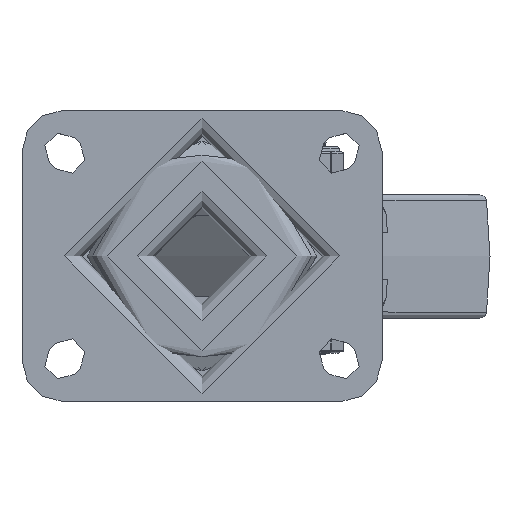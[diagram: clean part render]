
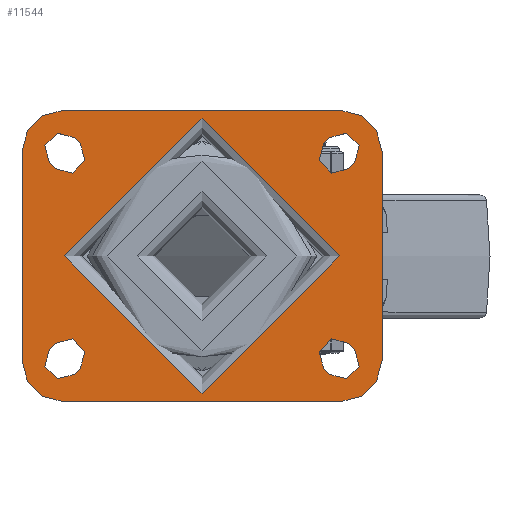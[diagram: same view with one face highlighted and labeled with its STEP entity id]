
A CAD part, top view. The second image highlights one B-rep face of the part: STEP entity #11544.
In plain terms, the highlighted planar face has unit normal (0, 0, 1).
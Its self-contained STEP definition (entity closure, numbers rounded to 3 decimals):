
#1041=FACE_BOUND('',#3898,.T.);
#1042=FACE_BOUND('',#3899,.T.);
#1043=FACE_BOUND('',#3900,.T.);
#1044=FACE_BOUND('',#3901,.T.);
#1045=FACE_BOUND('',#3902,.T.);
#1187=PLANE('',#12497);
#1492=LINE('',#16618,#2244);
#1493=LINE('',#16619,#2245);
#1494=LINE('',#16620,#2246);
#1495=LINE('',#16621,#2247);
#1496=LINE('',#16622,#2248);
#1497=LINE('',#16623,#2249);
#1498=LINE('',#16624,#2250);
#1499=LINE('',#16625,#2251);
#1500=LINE('',#16626,#2252);
#1501=LINE('',#16627,#2253);
#1502=LINE('',#16628,#2254);
#1503=LINE('',#16629,#2255);
#2244=VECTOR('',#13704,1000.);
#2245=VECTOR('',#13705,1000.);
#2246=VECTOR('',#13706,1000.);
#2247=VECTOR('',#13707,1000.);
#2248=VECTOR('',#13708,1000.);
#2249=VECTOR('',#13709,1000.);
#2250=VECTOR('',#13710,1000.);
#2251=VECTOR('',#13711,1000.);
#2252=VECTOR('',#13712,1000.);
#2253=VECTOR('',#13713,1000.);
#2254=VECTOR('',#13714,1000.);
#2255=VECTOR('',#13715,1000.);
#3178=FACE_OUTER_BOUND('',#3897,.T.);
#3897=EDGE_LOOP('',(#8155,#8156,#8157,#8158,#8159,#8160,#8161,#8162));
#3898=EDGE_LOOP('',(#8163));
#3899=EDGE_LOOP('',(#8164,#8165,#8166,#8167));
#3900=EDGE_LOOP('',(#8168,#8169,#8170,#8171));
#3901=EDGE_LOOP('',(#8172,#8173,#8174,#8175));
#3902=EDGE_LOOP('',(#8176,#8177,#8178,#8179));
#4729=CIRCLE('',#12421,5.125);
#4730=CIRCLE('',#12423,5.125);
#4733=CIRCLE('',#12427,5.125);
#4734=CIRCLE('',#12429,5.125);
#4736=CIRCLE('',#12432,5.125);
#4739=CIRCLE('',#12436,5.125);
#4740=CIRCLE('',#12438,5.125);
#4743=CIRCLE('',#12442,5.125);
#4744=CIRCLE('',#12444,12.);
#4746=CIRCLE('',#12447,12.);
#4748=CIRCLE('',#12450,12.);
#4750=CIRCLE('',#12453,12.);
#4753=CIRCLE('',#12458,40.);
#5196=VERTEX_POINT('',#16447);
#5197=VERTEX_POINT('',#16449);
#5198=VERTEX_POINT('',#16453);
#5199=VERTEX_POINT('',#16454);
#5204=VERTEX_POINT('',#16465);
#5205=VERTEX_POINT('',#16467);
#5206=VERTEX_POINT('',#16471);
#5207=VERTEX_POINT('',#16472);
#5210=VERTEX_POINT('',#16480);
#5211=VERTEX_POINT('',#16481);
#5216=VERTEX_POINT('',#16492);
#5217=VERTEX_POINT('',#16494);
#5218=VERTEX_POINT('',#16498);
#5219=VERTEX_POINT('',#16499);
#5224=VERTEX_POINT('',#16510);
#5225=VERTEX_POINT('',#16512);
#5226=VERTEX_POINT('',#16516);
#5227=VERTEX_POINT('',#16517);
#5230=VERTEX_POINT('',#16525);
#5231=VERTEX_POINT('',#16526);
#5234=VERTEX_POINT('',#16534);
#5235=VERTEX_POINT('',#16535);
#5238=VERTEX_POINT('',#16543);
#5239=VERTEX_POINT('',#16544);
#5243=VERTEX_POINT('',#16556);
#6327=EDGE_CURVE('',#5197,#5196,#4729,.T.);
#6329=EDGE_CURVE('',#5198,#5199,#4730,.T.);
#6335=EDGE_CURVE('',#5205,#5204,#4733,.T.);
#6337=EDGE_CURVE('',#5206,#5207,#4734,.T.);
#6341=EDGE_CURVE('',#5210,#5211,#4736,.T.);
#6347=EDGE_CURVE('',#5217,#5216,#4739,.T.);
#6349=EDGE_CURVE('',#5218,#5219,#4740,.T.);
#6355=EDGE_CURVE('',#5225,#5224,#4743,.T.);
#6357=EDGE_CURVE('',#5226,#5227,#4744,.T.);
#6361=EDGE_CURVE('',#5230,#5231,#4746,.T.);
#6365=EDGE_CURVE('',#5234,#5235,#4748,.T.);
#6369=EDGE_CURVE('',#5238,#5239,#4750,.T.);
#6375=EDGE_CURVE('',#5243,#5243,#4753,.T.);
#6404=EDGE_CURVE('',#5235,#5238,#1492,.T.);
#6405=EDGE_CURVE('',#5231,#5234,#1493,.T.);
#6406=EDGE_CURVE('',#5227,#5230,#1494,.T.);
#6407=EDGE_CURVE('',#5239,#5226,#1495,.T.);
#6408=EDGE_CURVE('',#5219,#5225,#1496,.T.);
#6409=EDGE_CURVE('',#5224,#5218,#1497,.T.);
#6410=EDGE_CURVE('',#5211,#5217,#1498,.T.);
#6411=EDGE_CURVE('',#5216,#5210,#1499,.T.);
#6412=EDGE_CURVE('',#5204,#5206,#1500,.T.);
#6413=EDGE_CURVE('',#5207,#5205,#1501,.T.);
#6414=EDGE_CURVE('',#5196,#5198,#1502,.T.);
#6415=EDGE_CURVE('',#5199,#5197,#1503,.T.);
#8155=ORIENTED_EDGE('',*,*,#6369,.F.);
#8156=ORIENTED_EDGE('',*,*,#6404,.F.);
#8157=ORIENTED_EDGE('',*,*,#6365,.F.);
#8158=ORIENTED_EDGE('',*,*,#6405,.F.);
#8159=ORIENTED_EDGE('',*,*,#6361,.F.);
#8160=ORIENTED_EDGE('',*,*,#6406,.F.);
#8161=ORIENTED_EDGE('',*,*,#6357,.F.);
#8162=ORIENTED_EDGE('',*,*,#6407,.F.);
#8163=ORIENTED_EDGE('',*,*,#6375,.F.);
#8164=ORIENTED_EDGE('',*,*,#6408,.T.);
#8165=ORIENTED_EDGE('',*,*,#6355,.T.);
#8166=ORIENTED_EDGE('',*,*,#6409,.T.);
#8167=ORIENTED_EDGE('',*,*,#6349,.T.);
#8168=ORIENTED_EDGE('',*,*,#6410,.T.);
#8169=ORIENTED_EDGE('',*,*,#6347,.T.);
#8170=ORIENTED_EDGE('',*,*,#6411,.T.);
#8171=ORIENTED_EDGE('',*,*,#6341,.T.);
#8172=ORIENTED_EDGE('',*,*,#6412,.T.);
#8173=ORIENTED_EDGE('',*,*,#6337,.T.);
#8174=ORIENTED_EDGE('',*,*,#6413,.T.);
#8175=ORIENTED_EDGE('',*,*,#6335,.T.);
#8176=ORIENTED_EDGE('',*,*,#6414,.T.);
#8177=ORIENTED_EDGE('',*,*,#6329,.T.);
#8178=ORIENTED_EDGE('',*,*,#6415,.T.);
#8179=ORIENTED_EDGE('',*,*,#6327,.T.);
#11544=ADVANCED_FACE('',(#3178,#1041,#1042,#1043,#1044,#1045),#1187,.T.);
#12421=AXIS2_PLACEMENT_3D('',#16450,#13522,#13523);
#12423=AXIS2_PLACEMENT_3D('',#16455,#13527,#13528);
#12427=AXIS2_PLACEMENT_3D('',#16468,#13538,#13539);
#12429=AXIS2_PLACEMENT_3D('',#16473,#13543,#13544);
#12432=AXIS2_PLACEMENT_3D('',#16482,#13551,#13552);
#12436=AXIS2_PLACEMENT_3D('',#16495,#13562,#13563);
#12438=AXIS2_PLACEMENT_3D('',#16500,#13567,#13568);
#12442=AXIS2_PLACEMENT_3D('',#16513,#13578,#13579);
#12444=AXIS2_PLACEMENT_3D('',#16518,#13583,#13584);
#12447=AXIS2_PLACEMENT_3D('',#16527,#13591,#13592);
#12450=AXIS2_PLACEMENT_3D('',#16536,#13599,#13600);
#12453=AXIS2_PLACEMENT_3D('',#16545,#13607,#13608);
#12458=AXIS2_PLACEMENT_3D('',#16557,#13620,#13621);
#12497=AXIS2_PLACEMENT_3D('',#16617,#13702,#13703);
#13522=DIRECTION('center_axis',(0.,0.,-1.));
#13523=DIRECTION('ref_axis',(-1.,0.,0.));
#13527=DIRECTION('center_axis',(0.,0.,-1.));
#13528=DIRECTION('ref_axis',(-1.,0.,0.));
#13538=DIRECTION('center_axis',(0.,0.,-1.));
#13539=DIRECTION('ref_axis',(-1.,0.,0.));
#13543=DIRECTION('center_axis',(0.,0.,-1.));
#13544=DIRECTION('ref_axis',(-1.,0.,0.));
#13551=DIRECTION('center_axis',(0.,0.,-1.));
#13552=DIRECTION('ref_axis',(1.,0.,0.));
#13562=DIRECTION('center_axis',(0.,0.,-1.));
#13563=DIRECTION('ref_axis',(1.,0.,0.));
#13567=DIRECTION('center_axis',(0.,0.,-1.));
#13568=DIRECTION('ref_axis',(1.,0.,0.));
#13578=DIRECTION('center_axis',(0.,0.,-1.));
#13579=DIRECTION('ref_axis',(1.,0.,0.));
#13583=DIRECTION('center_axis',(0.,0.,-1.));
#13584=DIRECTION('ref_axis',(-0.707,0.707,0.));
#13591=DIRECTION('center_axis',(0.,0.,-1.));
#13592=DIRECTION('ref_axis',(0.707,0.707,0.));
#13599=DIRECTION('center_axis',(0.,0.,-1.));
#13600=DIRECTION('ref_axis',(0.707,-0.707,0.));
#13607=DIRECTION('center_axis',(0.,0.,-1.));
#13608=DIRECTION('ref_axis',(-0.707,-0.707,0.));
#13620=DIRECTION('center_axis',(0.,0.,1.));
#13621=DIRECTION('ref_axis',(1.,0.,0.));
#13702=DIRECTION('center_axis',(0.,0.,1.));
#13703=DIRECTION('ref_axis',(1.,0.,0.));
#13704=DIRECTION('',(-1.,0.,0.));
#13705=DIRECTION('',(0.,-1.,0.));
#13706=DIRECTION('',(1.,0.,0.));
#13707=DIRECTION('',(0.,1.,0.));
#13708=DIRECTION('',(-0.707,0.707,0.));
#13709=DIRECTION('',(0.707,-0.707,0.));
#13710=DIRECTION('',(-0.707,-0.707,0.));
#13711=DIRECTION('',(0.707,0.707,0.));
#13712=DIRECTION('',(-0.707,-0.707,0.));
#13713=DIRECTION('',(0.707,0.707,0.));
#13714=DIRECTION('',(-0.707,0.707,0.));
#13715=DIRECTION('',(0.707,-0.707,0.));
#16447=CARTESIAN_POINT('',(37.26,-34.508,0.));
#16449=CARTESIAN_POINT('',(44.508,-27.26,0.));
#16450=CARTESIAN_POINT('Origin',(40.884,-30.884,0.));
#16453=CARTESIAN_POINT('',(35.492,-32.74,0.));
#16454=CARTESIAN_POINT('',(42.74,-25.492,0.));
#16455=CARTESIAN_POINT('Origin',(39.116,-29.116,0.));
#16465=CARTESIAN_POINT('',(44.508,27.26,0.));
#16467=CARTESIAN_POINT('',(37.26,34.508,0.));
#16468=CARTESIAN_POINT('Origin',(40.884,30.884,0.));
#16471=CARTESIAN_POINT('',(42.74,25.492,0.));
#16472=CARTESIAN_POINT('',(35.492,32.74,0.));
#16473=CARTESIAN_POINT('Origin',(39.116,29.116,0.));
#16480=CARTESIAN_POINT('',(-42.74,-25.492,0.));
#16481=CARTESIAN_POINT('',(-35.492,-32.74,0.));
#16482=CARTESIAN_POINT('Origin',(-39.116,-29.116,0.));
#16492=CARTESIAN_POINT('',(-44.508,-27.26,0.));
#16494=CARTESIAN_POINT('',(-37.26,-34.508,0.));
#16495=CARTESIAN_POINT('Origin',(-40.884,-30.884,0.));
#16498=CARTESIAN_POINT('',(-35.492,32.74,0.));
#16499=CARTESIAN_POINT('',(-42.74,25.492,0.));
#16500=CARTESIAN_POINT('Origin',(-39.116,29.116,0.));
#16510=CARTESIAN_POINT('',(-37.26,34.508,0.));
#16512=CARTESIAN_POINT('',(-44.508,27.26,0.));
#16513=CARTESIAN_POINT('Origin',(-40.884,30.884,0.));
#16516=CARTESIAN_POINT('',(-52.5,30.5,0.));
#16517=CARTESIAN_POINT('',(-40.5,42.5,0.));
#16518=CARTESIAN_POINT('Origin',(-40.5,30.5,0.));
#16525=CARTESIAN_POINT('',(40.5,42.5,0.));
#16526=CARTESIAN_POINT('',(52.5,30.5,0.));
#16527=CARTESIAN_POINT('Origin',(40.5,30.5,0.));
#16534=CARTESIAN_POINT('',(52.5,-30.5,0.));
#16535=CARTESIAN_POINT('',(40.5,-42.5,0.));
#16536=CARTESIAN_POINT('Origin',(40.5,-30.5,0.));
#16543=CARTESIAN_POINT('',(-40.5,-42.5,0.));
#16544=CARTESIAN_POINT('',(-52.5,-30.5,0.));
#16545=CARTESIAN_POINT('Origin',(-40.5,-30.5,0.));
#16556=CARTESIAN_POINT('',(40.,0.,0.));
#16557=CARTESIAN_POINT('Origin',(0.,0.,0.));
#16617=CARTESIAN_POINT('Origin',(0.,0.,0.));
#16618=CARTESIAN_POINT('',(52.5,-42.5,0.));
#16619=CARTESIAN_POINT('',(52.5,42.5,0.));
#16620=CARTESIAN_POINT('',(-52.5,42.5,0.));
#16621=CARTESIAN_POINT('',(-52.5,-42.5,0.));
#16622=CARTESIAN_POINT('',(-44.508,27.26,0.));
#16623=CARTESIAN_POINT('',(-37.26,34.508,0.));
#16624=CARTESIAN_POINT('',(-37.26,-34.508,0.));
#16625=CARTESIAN_POINT('',(-44.508,-27.26,0.));
#16626=CARTESIAN_POINT('',(44.508,27.26,0.));
#16627=CARTESIAN_POINT('',(37.26,34.508,0.));
#16628=CARTESIAN_POINT('',(37.26,-34.508,0.));
#16629=CARTESIAN_POINT('',(44.508,-27.26,0.));
